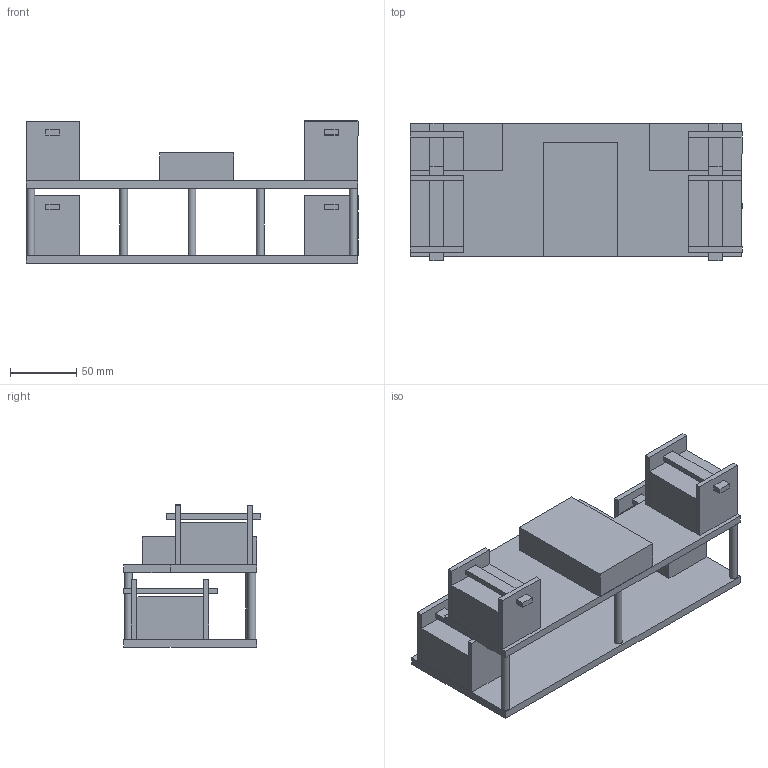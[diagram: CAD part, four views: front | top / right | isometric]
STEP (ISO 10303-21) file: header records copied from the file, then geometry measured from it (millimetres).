
FILE_DESCRIPTION(/* description */ (''),/* implementation_level */ '2;1');
FILE_NAME(/* name */ 'model1002back.stp',/* time_stamp */ '2015-06-09T11:20:37-07:00',/* author */ (''),/* organization */ (''),/* preprocessor_version */ 'ST-DEVELOPER v14',/* originating_system */ 'SIEMENS PLM Software NX 8.0',/* authorisation */ '');
FILE_SCHEMA (('AUTOMOTIVE_DESIGN { 1 0 10303 214 3 1 1 1 }'));
Length unit declared in the file: millimetre
Products named in the file (7): model1; model4; model3; model2; model6; pi board; model1002
Assembly tree (19 placements, depth 2):
  model1002
    pi board
    model6  x4
    model2  x8
    model3  x4
    model4
    model1
Bounding box: 250 x 103.84 x 107.16 mm (x, y, z)
Volume: 702484.6 mm3; surface area: 200999.1 mm2
Topology: 24 solids, 24 shells, 165 faces, 351 edges, 234 vertices
Faces by surface type: plane 160, cylinder 5
Full cylindrical faces by diameter (mm): 6 x5
Entity records: 1735 total; most frequent: DIRECTION 274, CARTESIAN_POINT 259, ORIENTED_EDGE 212, EDGE_CURVE 106, LINE 96, VECTOR 96, AXIS2_PLACEMENT_3D 89, VERTEX_POINT 74
